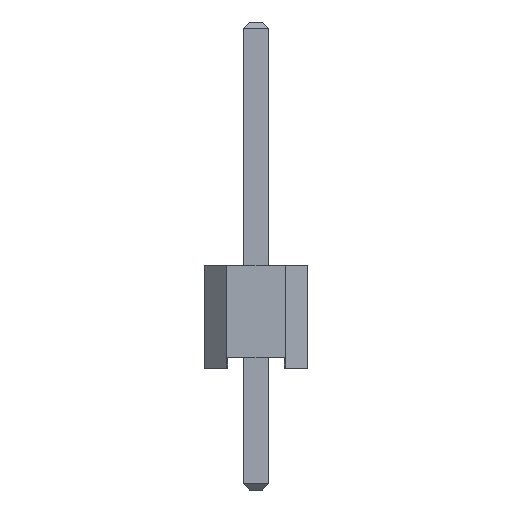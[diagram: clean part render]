
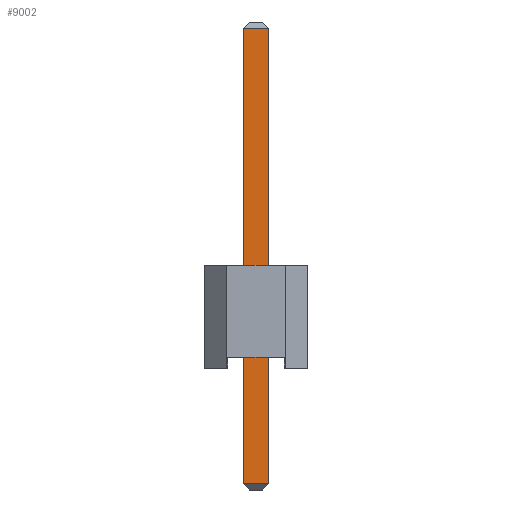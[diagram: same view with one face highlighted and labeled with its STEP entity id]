
A CAD part, left-side view. The second image highlights one B-rep face of the part: STEP entity #9002.
In plain terms, the highlighted planar face has unit normal (-1, 0, 0).
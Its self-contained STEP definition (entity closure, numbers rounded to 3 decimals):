
#122=FACE_OUTER_BOUND('',#682,.T.);
#682=EDGE_LOOP('',(#5973,#5974,#5975,#5976));
#1253=LINE('',#12637,#2533);
#1267=LINE('',#12663,#2547);
#1278=LINE('',#12686,#2558);
#1280=LINE('',#12689,#2560);
#2533=VECTOR('',#10222,10.);
#2547=VECTOR('',#10244,10.);
#2558=VECTOR('',#10267,10.);
#2560=VECTOR('',#10271,10.);
#3801=VERTEX_POINT('',#12635);
#3802=VERTEX_POINT('',#12636);
#3810=VERTEX_POINT('',#12661);
#3814=VERTEX_POINT('',#12674);
#4613=EDGE_CURVE('',#3801,#3802,#1253,.T.);
#4627=EDGE_CURVE('',#3801,#3810,#1267,.T.);
#4638=EDGE_CURVE('',#3814,#3810,#1278,.T.);
#4640=EDGE_CURVE('',#3802,#3814,#1280,.T.);
#5973=ORIENTED_EDGE('',*,*,#4613,.F.);
#5974=ORIENTED_EDGE('',*,*,#4627,.T.);
#5975=ORIENTED_EDGE('',*,*,#4638,.F.);
#5976=ORIENTED_EDGE('',*,*,#4640,.F.);
#8442=PLANE('',#9616);
#9002=ADVANCED_FACE('',(#122),#8442,.T.);
#9616=AXIS2_PLACEMENT_3D('',#12688,#10269,#10270);
#10222=DIRECTION('',(0.,1.,0.));
#10244=DIRECTION('',(0.,0.,1.));
#10267=DIRECTION('',(0.,-1.,0.));
#10269=DIRECTION('center_axis',(-1.,0.,0.));
#10270=DIRECTION('ref_axis',(0.,-1.,0.));
#10271=DIRECTION('',(0.,0.,1.));
#12635=CARTESIAN_POINT('',(-24.45,-0.32,-2.8));
#12636=CARTESIAN_POINT('',(-24.45,0.32,-2.8));
#12637=CARTESIAN_POINT('',(-24.45,0.16,-2.8));
#12661=CARTESIAN_POINT('',(-24.45,-0.32,8.44));
#12663=CARTESIAN_POINT('',(-24.45,-0.32,-2.95));
#12674=CARTESIAN_POINT('',(-24.45,0.32,8.44));
#12686=CARTESIAN_POINT('',(-24.45,0.16,8.44));
#12688=CARTESIAN_POINT('Origin',(-24.45,0.32,-2.95));
#12689=CARTESIAN_POINT('',(-24.45,0.32,-2.95));
